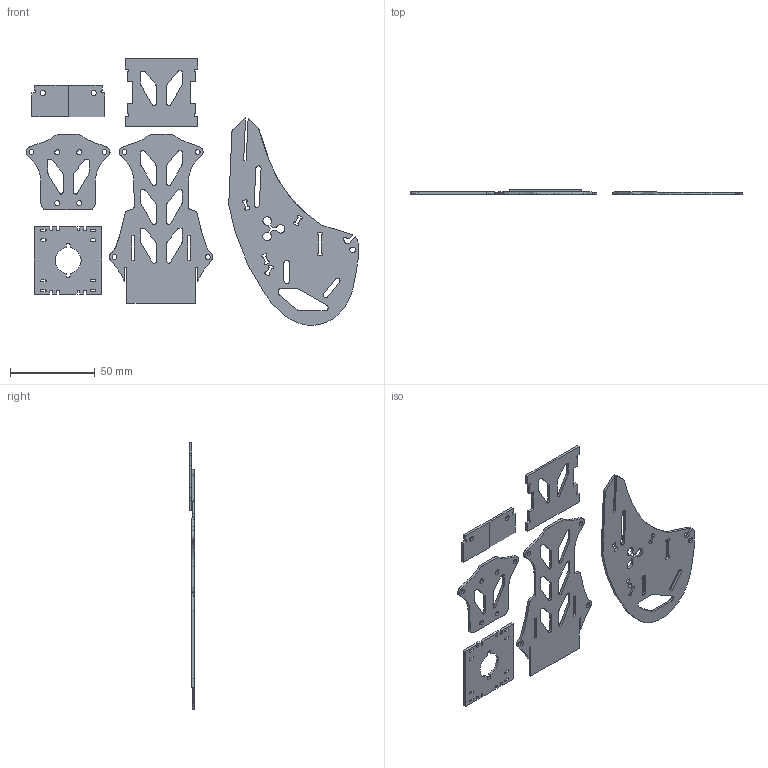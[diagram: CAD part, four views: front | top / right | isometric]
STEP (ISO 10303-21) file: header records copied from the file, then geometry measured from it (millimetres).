
FILE_DESCRIPTION(/* description */ (''),/* implementation_level */ '2;1');
FILE_NAME(/* name */ 'MiniTri.stp',/* time_stamp */ '2015-10-12T16:01:19+02:00',/* author */ (''),/* organization */ (''),/* preprocessor_version */ 'ST-DEVELOPER v16.1',/* originating_system */ 'Autodesk Translation Framework v4.1.0.1560',/* authorisation */ '');
FILE_SCHEMA (('AUTOMOTIVE_DESIGN { 1 0 10303 214 3 1 1 }'));
Length unit declared in the file: centimetre
Products named in the file (1): MiniTri v1(1)
Bounding box: 196.11 x 3.05 x 157.47 mm (x, y, z)
Volume: 18767.8 mm3; surface area: 28818.8 mm2
Topology: 6 solids, 6 shells, 424 faces, 1235 edges, 822 vertices
Faces by surface type: plane 219, cylinder 183, bspline 22
Full cylindrical faces by diameter (mm): 3 x4, 3.1 x2
Entity records: 14797 total; most frequent: CARTESIAN_POINT 3142, ORIENTED_EDGE 2460, DIRECTION 2381, EDGE_CURVE 1229, VERTEX_POINT 822, LINE 819, VECTOR 819, AXIS2_PLACEMENT_3D 781
